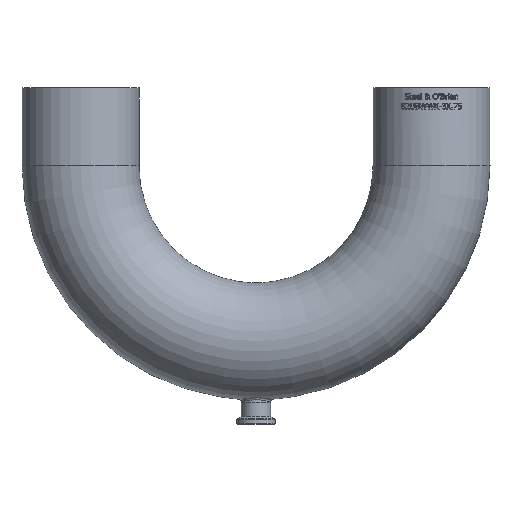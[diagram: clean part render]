
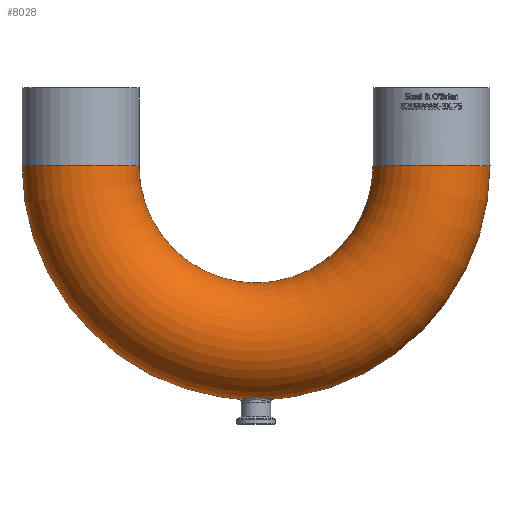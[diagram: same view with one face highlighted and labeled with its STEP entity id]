
A CAD part, top view. The second image highlights one B-rep face of the part: STEP entity #8028.
In plain terms, the highlighted toroidal (fillet/blend) face has major radius 114.3 mm and minor radius 38.1 mm.
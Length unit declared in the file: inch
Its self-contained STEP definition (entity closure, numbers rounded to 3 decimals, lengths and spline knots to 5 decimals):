
#1721=B_SPLINE_CURVE_WITH_KNOTS('',3,(#17622,#17623,#17624,#17625,#17626,
#17627,#17628,#17629,#17630,#17631,#17632,#17633,#17634,#17635,#17636,#17637,
#17638,#17639,#17640),.UNSPECIFIED.,.T.,.F.,(4,1,1,1,1,1,1,1,1,1,1,1,1,
1,1,1,4),(-4.51328,-4.08344,-3.65361,-3.22378,
-2.79395,-2.36412,-1.93429,-1.64774,
-1.36118,-1.07463,-0.78807,-0.50152,
-0.21497,0.21486,0.64469,1.07453,
1.50436),.UNSPECIFIED.);
#1730=TOROIDAL_SURFACE('',#8546,4.5,1.5);
#2172=FACE_OUTER_BOUND('',#2797,.T.);
#2287=FACE_BOUND('',#2798,.T.);
#2288=FACE_BOUND('',#2799,.T.);
#2797=EDGE_LOOP('',(#7342));
#2798=EDGE_LOOP('',(#7343));
#2799=EDGE_LOOP('',(#7344));
#2982=CIRCLE('',#8522,1.5);
#2989=CIRCLE('',#8538,1.5);
#3778=VERTEX_POINT('',#17480);
#3779=VERTEX_POINT('',#17600);
#3787=VERTEX_POINT('',#17696);
#4962=EDGE_CURVE('',#3778,#3778,#2982,.T.);
#4965=EDGE_CURVE('',#3779,#3779,#1721,.T.);
#4972=EDGE_CURVE('',#3787,#3787,#2989,.T.);
#7342=ORIENTED_EDGE('',*,*,#4972,.F.);
#7343=ORIENTED_EDGE('',*,*,#4965,.F.);
#7344=ORIENTED_EDGE('',*,*,#4962,.F.);
#8028=ADVANCED_FACE('',(#2172,#2287,#2288),#1730,.T.);
#8522=AXIS2_PLACEMENT_3D('',#17481,#10041,#10042);
#8538=AXIS2_PLACEMENT_3D('',#17697,#10073,#10074);
#8546=AXIS2_PLACEMENT_3D('',#17707,#10089,#10090);
#10041=DIRECTION('center_axis',(0.,1.,0.));
#10042=DIRECTION('ref_axis',(-1.,0.,0.));
#10073=DIRECTION('center_axis',(0.,1.,0.));
#10074=DIRECTION('ref_axis',(1.,0.,0.));
#10089=DIRECTION('center_axis',(0.,0.,
1.));
#10090=DIRECTION('ref_axis',(0.707,-0.707,0.));
#17480=CARTESIAN_POINT('',(7.17396,6.0625,-1.41135));
#17481=CARTESIAN_POINT('Origin',(7.68198,6.0625,0.));
#17600=CARTESIAN_POINT('',(3.18198,0.1225,-0.42));
#17622=CARTESIAN_POINT('Ctrl Pts',(3.18198,0.12252,-0.42002));
#17623=CARTESIAN_POINT('Ctrl Pts',(3.24692,0.12252,-0.42002));
#17624=CARTESIAN_POINT('Ctrl Pts',(3.37681,0.11591,-0.39108));
#17625=CARTESIAN_POINT('Ctrl Pts',(3.53185,0.09436,-0.27095));
#17626=CARTESIAN_POINT('Ctrl Pts',(3.61854,0.07748,
-0.09709));
#17627=CARTESIAN_POINT('Ctrl Pts',(3.61853,0.07745,0.09709));
#17628=CARTESIAN_POINT('Ctrl Pts',(3.53187,0.0944,
0.27097));
#17629=CARTESIAN_POINT('Ctrl Pts',(3.39399,0.11347,0.37769));
#17630=CARTESIAN_POINT('Ctrl Pts',(3.24772,0.12282,0.42155));
#17631=CARTESIAN_POINT('Ctrl Pts',(3.11623,0.12283,0.42157));
#17632=CARTESIAN_POINT('Ctrl Pts',(2.9909,0.11479,0.38392));
#17633=CARTESIAN_POINT('Ctrl Pts',(2.88298,0.10176,0.31246));
#17634=CARTESIAN_POINT('Ctrl Pts',(2.80156,0.08839,
0.21344));
#17635=CARTESIAN_POINT('Ctrl Pts',(2.74544,0.07748,
0.07547));
#17636=CARTESIAN_POINT('Ctrl Pts',(2.7454,0.07746,
-0.09706));
#17637=CARTESIAN_POINT('Ctrl Pts',(2.83213,0.09437,-0.27096));
#17638=CARTESIAN_POINT('Ctrl Pts',(2.98715,0.11591,-0.39108));
#17639=CARTESIAN_POINT('Ctrl Pts',(3.11704,0.12252,-0.42002));
#17640=CARTESIAN_POINT('Ctrl Pts',(3.18198,0.12252,-0.42002));
#17696=CARTESIAN_POINT('',(-1.31802,6.0625,1.5));
#17697=CARTESIAN_POINT('Origin',(-1.31802,6.0625,0.));
#17707=CARTESIAN_POINT('Origin',(3.18198,6.0625,0.));
